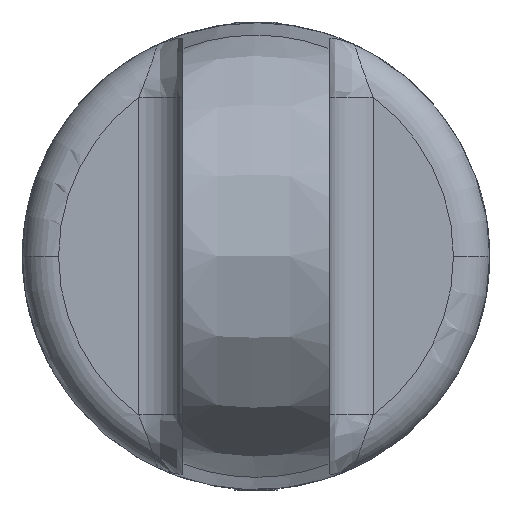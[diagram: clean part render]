
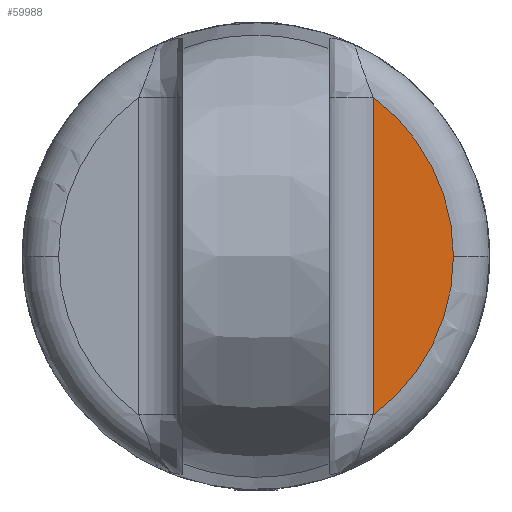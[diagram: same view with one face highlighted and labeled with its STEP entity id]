
A CAD part, front view. The second image highlights one B-rep face of the part: STEP entity #59988.
In plain terms, the highlighted planar face has unit normal (0, -1, 0).
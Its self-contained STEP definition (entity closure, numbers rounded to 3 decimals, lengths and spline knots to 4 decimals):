
#58885=CARTESIAN_POINT('',(0.,-7.255,0.));
#58886=DIRECTION('',(0.,-1.,0.));
#58887=DIRECTION('',(0.595,0.,-0.804));
#58888=AXIS2_PLACEMENT_3D('',#58885,#58886,#58887);
#59024=CARTESIAN_POINT('',(1.005,-7.255,-1.3587));
#59087=DIRECTION('',(0.,0.,1.));
#59088=VECTOR('',#59087,2.7174);
#59089=CARTESIAN_POINT('',(1.005,-7.255,-1.3587));
#59090=LINE('',#59089,#59088);
#59115=CARTESIAN_POINT('',(0.,-7.255,0.));
#59116=DIRECTION('',(0.,-1.,0.));
#59117=DIRECTION('',(1.,0.,0.));
#59118=AXIS2_PLACEMENT_3D('',#59115,#59116,#59117);
#59696=CARTESIAN_POINT('',(1.69,-7.255,0.));
#59697=VERTEX_POINT('',#59696);
#59715=VERTEX_POINT('',#59024);
#59718=CARTESIAN_POINT('',(1.005,-7.255,
1.3587));
#59719=VERTEX_POINT('',#59718);
#59977=CARTESIAN_POINT('',(0.,-7.255,0.));
#59978=DIRECTION('',(0.,-1.,0.));
#59979=DIRECTION('',(-1.,0.,0.));
#59980=AXIS2_PLACEMENT_3D('',#59977,#59978,#59979);
#59981=PLANE('',#59980);
#59982=ORIENTED_EDGE('',*,*,#59968,.T.);
#59984=ORIENTED_EDGE('',*,*,#59983,.F.);
#59985=ORIENTED_EDGE('',*,*,#59818,.F.);
#59986=EDGE_LOOP('',(#59982,#59984,#59985));
#59987=FACE_OUTER_BOUND('',#59986,.F.);
#59988=ADVANCED_FACE('',(#59987),#59981,.T.);
#58889=CIRCLE('',#58888,1.69);
#59119=CIRCLE('',#59118,1.69);
#59818=EDGE_CURVE('',#59715,#59697,#58889,.T.);
#59968=EDGE_CURVE('',#59715,#59719,#59090,.T.);
#59983=EDGE_CURVE('',#59697,#59719,#59119,.T.);
